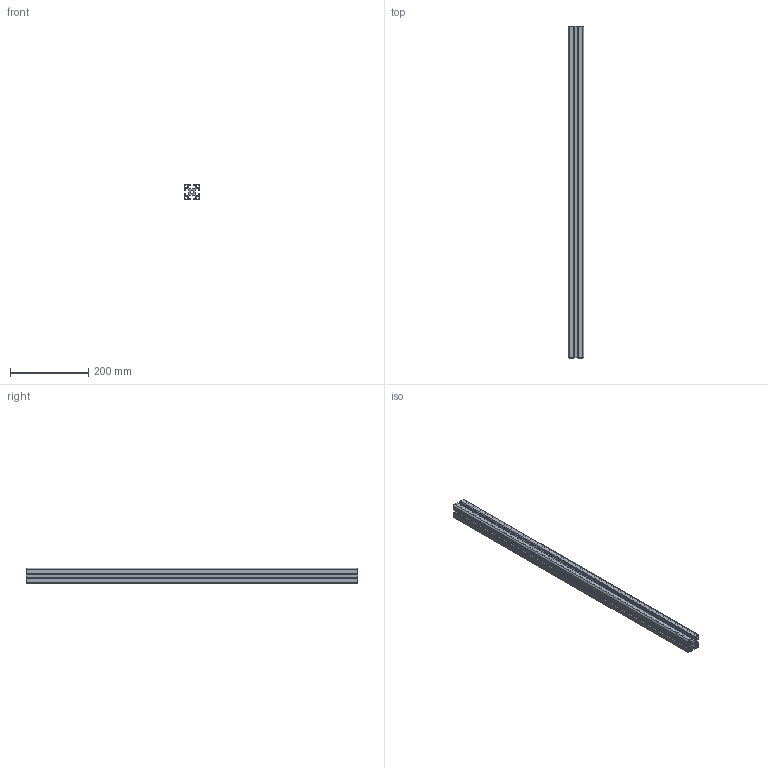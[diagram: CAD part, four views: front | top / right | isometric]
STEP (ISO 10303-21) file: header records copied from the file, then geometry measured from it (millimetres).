
FILE_DESCRIPTION(/* description */ ('STEP AP214'),/* implementation_level */ '2;1');
FILE_NAME(/* name */ 'square_bar.stp',/* time_stamp */ '2025-10-02T19:51:02+02:00',/* author */ ('drago'),/* organization */ (''),/* preprocessor_version */ 'ST-DEVELOPER v20.1',/* originating_system */ 'Autodesk Inventor 2026',/* authorisation */ '');
FILE_SCHEMA (('AUTOMOTIVE_DESIGN { 1 0 10303 214 3 1 1 }'));
Length unit declared in the file: millimetre
Products named in the file (1): item_0002633_Profil 8 40x40 leicht_L=1200_1
Bounding box: 40 x 850 x 40 mm (x, y, z)
Volume: 558463.3 mm3; surface area: 392471.8 mm2
Topology: 1 solids, 1 shells, 155 faces, 459 edges, 306 vertices
Faces by surface type: plane 78, cylinder 77
Full cylindrical faces by diameter (mm): 6.8 x1
Entity records: 5454 total; most frequent: DIRECTION 925, CARTESIAN_POINT 921, ORIENTED_EDGE 918, EDGE_CURVE 459, AXIS2_PLACEMENT_3D 310, VERTEX_POINT 306, LINE 305, VECTOR 305
